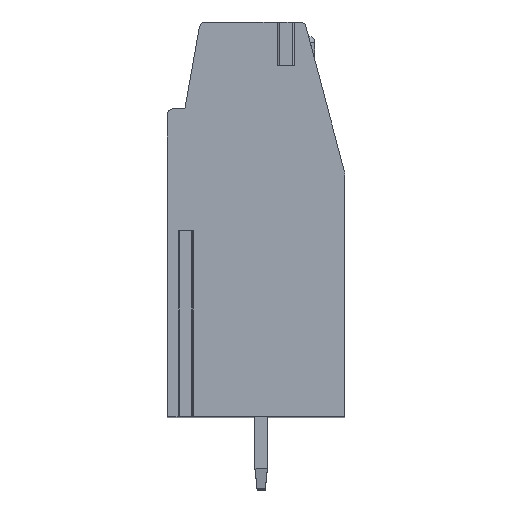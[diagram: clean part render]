
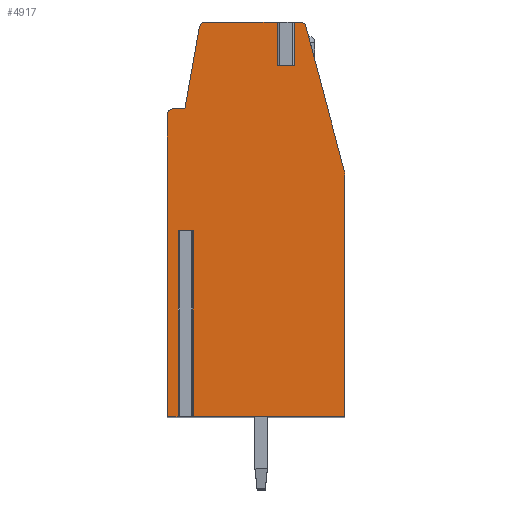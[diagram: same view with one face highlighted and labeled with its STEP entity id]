
A CAD part, top view. The second image highlights one B-rep face of the part: STEP entity #4917.
In plain terms, the highlighted planar face has unit normal (0, 0, 1).
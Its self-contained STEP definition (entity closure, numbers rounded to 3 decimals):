
#13=DIRECTION('',(-1.,0.,0.));
#14=VECTOR('',#13,0.743);
#15=CARTESIAN_POINT('',(-3.029,-0.55,33.02));
#16=LINE('',#15,#14);
#17=DIRECTION('',(0.,-1.,0.));
#18=VECTOR('',#17,9.);
#19=CARTESIAN_POINT('',(-3.771,-0.55,33.02));
#20=LINE('',#19,#18);
#21=DIRECTION('',(1.,0.,0.));
#22=VECTOR('',#21,0.529);
#23=CARTESIAN_POINT('',(-4.3,-9.55,33.02));
#24=LINE('',#23,#22);
#25=DIRECTION('',(0.,-1.,0.));
#26=VECTOR('',#25,14.6);
#27=CARTESIAN_POINT('',(-4.3,5.05,33.02));
#28=LINE('',#27,#26);
#29=CARTESIAN_POINT('',(-4.,5.05,33.02));
#30=DIRECTION('',(0.,0.,1.));
#31=DIRECTION('',(0.,1.,0.));
#32=AXIS2_PLACEMENT_3D('',#29,#30,#31);
#34=DIRECTION('',(-1.,0.,0.));
#35=VECTOR('',#34,0.558);
#36=CARTESIAN_POINT('',(-3.442,5.35,33.02));
#37=LINE('',#36,#35);
#38=DIRECTION('',(-0.174,-0.985,0.));
#39=VECTOR('',#38,4.013);
#40=CARTESIAN_POINT('',(-2.746,9.302,33.02));
#41=LINE('',#40,#39);
#42=CARTESIAN_POINT('',(-2.45,9.25,33.02));
#43=DIRECTION('',(0.,0.,1.));
#44=DIRECTION('',(0.,1.,0.));
#45=AXIS2_PLACEMENT_3D('',#42,#43,#44);
#47=DIRECTION('',(-1.,0.,0.));
#48=VECTOR('',#47,3.669);
#49=CARTESIAN_POINT('',(1.219,9.55,33.02));
#50=LINE('',#49,#48);
#51=DIRECTION('',(0.,-1.,0.));
#52=VECTOR('',#51,2.1);
#53=CARTESIAN_POINT('',(1.219,9.55,33.02));
#54=LINE('',#53,#52);
#55=DIRECTION('',(-1.,0.,0.));
#56=VECTOR('',#55,0.46);
#57=CARTESIAN_POINT('',(1.679,7.45,33.02));
#58=LINE('',#57,#56);
#59=DIRECTION('',(0.,-1.,0.));
#60=VECTOR('',#59,2.1);
#61=CARTESIAN_POINT('',(1.679,9.55,33.02));
#62=LINE('',#61,#60);
#63=DIRECTION('',(-1.,0.,0.));
#64=VECTOR('',#63,0.447);
#65=CARTESIAN_POINT('',(2.126,9.55,33.02));
#66=LINE('',#65,#64);
#67=CARTESIAN_POINT('',(2.126,9.25,33.02));
#68=DIRECTION('',(0.,0.,1.));
#69=DIRECTION('',(0.966,0.257,0.));
#70=AXIS2_PLACEMENT_3D('',#67,#68,#69);
#72=CARTESIAN_POINT('',(3.3,2.119,33.02));
#73=DIRECTION('',(0.,0.,1.));
#74=DIRECTION('',(1.,0.,0.));
#75=AXIS2_PLACEMENT_3D('',#72,#73,#74);
#77=DIRECTION('',(0.,1.,0.));
#78=VECTOR('',#77,11.669);
#79=CARTESIAN_POINT('',(4.3,-9.55,33.02));
#80=LINE('',#79,#78);
#81=DIRECTION('',(1.,0.,0.));
#82=VECTOR('',#81,7.329);
#83=CARTESIAN_POINT('',(-3.029,-9.55,33.02));
#84=LINE('',#83,#82);
#85=DIRECTION('',(0.,-1.,0.));
#86=VECTOR('',#85,9.);
#87=CARTESIAN_POINT('',(-3.029,-0.55,33.02));
#88=LINE('',#87,#86);
#361=DIRECTION('',(-0.257,0.966,0.));
#362=VECTOR('',#361,7.193);
#363=CARTESIAN_POINT('',(4.266,2.376,33.02));
#364=LINE('',#363,#362);
#3876=CARTESIAN_POINT('',(4.3,-9.55,33.02));
#3877=CARTESIAN_POINT('',(4.3,2.119,33.02));
#3878=VERTEX_POINT('',#3876);
#3879=VERTEX_POINT('',#3877);
#3880=CARTESIAN_POINT('',(4.266,2.376,33.02));
#3881=VERTEX_POINT('',#3880);
#3882=CARTESIAN_POINT('',(2.416,9.327,33.02));
#3883=CARTESIAN_POINT('',(2.126,9.55,33.02));
#3884=VERTEX_POINT('',#3882);
#3885=VERTEX_POINT('',#3883);
#3886=CARTESIAN_POINT('',(-2.45,9.55,33.02));
#3887=CARTESIAN_POINT('',(-2.746,9.302,33.02));
#3888=VERTEX_POINT('',#3886);
#3889=VERTEX_POINT('',#3887);
#3890=CARTESIAN_POINT('',(-3.442,5.35,33.02));
#3891=VERTEX_POINT('',#3890);
#3892=CARTESIAN_POINT('',(-4.,5.35,33.02));
#3893=VERTEX_POINT('',#3892);
#3894=CARTESIAN_POINT('',(-4.3,5.05,33.02));
#3895=VERTEX_POINT('',#3894);
#3896=CARTESIAN_POINT('',(-4.3,-9.55,33.02));
#3897=VERTEX_POINT('',#3896);
#3960=CARTESIAN_POINT('',(1.679,7.45,33.02));
#3961=CARTESIAN_POINT('',(1.219,7.45,33.02));
#3962=VERTEX_POINT('',#3960);
#3963=VERTEX_POINT('',#3961);
#3964=CARTESIAN_POINT('',(1.219,9.55,33.02));
#3965=VERTEX_POINT('',#3964);
#3966=CARTESIAN_POINT('',(1.679,9.55,33.02));
#3967=VERTEX_POINT('',#3966);
#3980=CARTESIAN_POINT('',(-3.029,-0.55,33.02));
#3981=CARTESIAN_POINT('',(-3.771,-0.55,33.02));
#3982=VERTEX_POINT('',#3980);
#3983=VERTEX_POINT('',#3981);
#3984=CARTESIAN_POINT('',(-3.029,-9.55,33.02));
#3985=VERTEX_POINT('',#3984);
#3986=CARTESIAN_POINT('',(-3.771,-9.55,33.02));
#3987=VERTEX_POINT('',#3986);
#4872=CARTESIAN_POINT('',(0.,0.,33.02));
#4873=DIRECTION('',(0.,0.,1.));
#4874=DIRECTION('',(1.,0.,0.));
#4875=AXIS2_PLACEMENT_3D('',#4872,#4873,#4874);
#4876=PLANE('',#4875);
#4878=ORIENTED_EDGE('',*,*,#4877,.T.);
#4880=ORIENTED_EDGE('',*,*,#4879,.T.);
#4882=ORIENTED_EDGE('',*,*,#4881,.F.);
#4884=ORIENTED_EDGE('',*,*,#4883,.F.);
#4886=ORIENTED_EDGE('',*,*,#4885,.F.);
#4888=ORIENTED_EDGE('',*,*,#4887,.F.);
#4890=ORIENTED_EDGE('',*,*,#4889,.F.);
#4892=ORIENTED_EDGE('',*,*,#4891,.F.);
#4894=ORIENTED_EDGE('',*,*,#4893,.F.);
#4896=ORIENTED_EDGE('',*,*,#4895,.T.);
#4898=ORIENTED_EDGE('',*,*,#4897,.F.);
#4900=ORIENTED_EDGE('',*,*,#4899,.F.);
#4902=ORIENTED_EDGE('',*,*,#4901,.F.);
#4904=ORIENTED_EDGE('',*,*,#4903,.F.);
#4906=ORIENTED_EDGE('',*,*,#4905,.F.);
#4908=ORIENTED_EDGE('',*,*,#4907,.F.);
#4910=ORIENTED_EDGE('',*,*,#4909,.F.);
#4912=ORIENTED_EDGE('',*,*,#4911,.F.);
#4914=ORIENTED_EDGE('',*,*,#4913,.F.);
#4915=EDGE_LOOP('',(#4878,#4880,#4882,#4884,#4886,#4888,#4890,#4892,#4894,#4896,
#4898,#4900,#4902,#4904,#4906,#4908,#4910,#4912,#4914));
#4916=FACE_OUTER_BOUND('',#4915,.F.);
#33=CIRCLE('',#32,0.3);
#46=CIRCLE('',#45,0.3);
#71=CIRCLE('',#70,0.3);
#76=CIRCLE('',#75,1.);
#4877=EDGE_CURVE('',#3982,#3983,#16,.T.);
#4879=EDGE_CURVE('',#3983,#3987,#20,.T.);
#4881=EDGE_CURVE('',#3897,#3987,#24,.T.);
#4883=EDGE_CURVE('',#3895,#3897,#28,.T.);
#4885=EDGE_CURVE('',#3893,#3895,#33,.T.);
#4887=EDGE_CURVE('',#3891,#3893,#37,.T.);
#4889=EDGE_CURVE('',#3889,#3891,#41,.T.);
#4891=EDGE_CURVE('',#3888,#3889,#46,.T.);
#4893=EDGE_CURVE('',#3965,#3888,#50,.T.);
#4895=EDGE_CURVE('',#3965,#3963,#54,.T.);
#4897=EDGE_CURVE('',#3962,#3963,#58,.T.);
#4899=EDGE_CURVE('',#3967,#3962,#62,.T.);
#4901=EDGE_CURVE('',#3885,#3967,#66,.T.);
#4903=EDGE_CURVE('',#3884,#3885,#71,.T.);
#4905=EDGE_CURVE('',#3881,#3884,#364,.T.);
#4907=EDGE_CURVE('',#3879,#3881,#76,.T.);
#4909=EDGE_CURVE('',#3878,#3879,#80,.T.);
#4911=EDGE_CURVE('',#3985,#3878,#84,.T.);
#4913=EDGE_CURVE('',#3982,#3985,#88,.T.);
#4917=ADVANCED_FACE('',(#4916),#4876,.T.);
